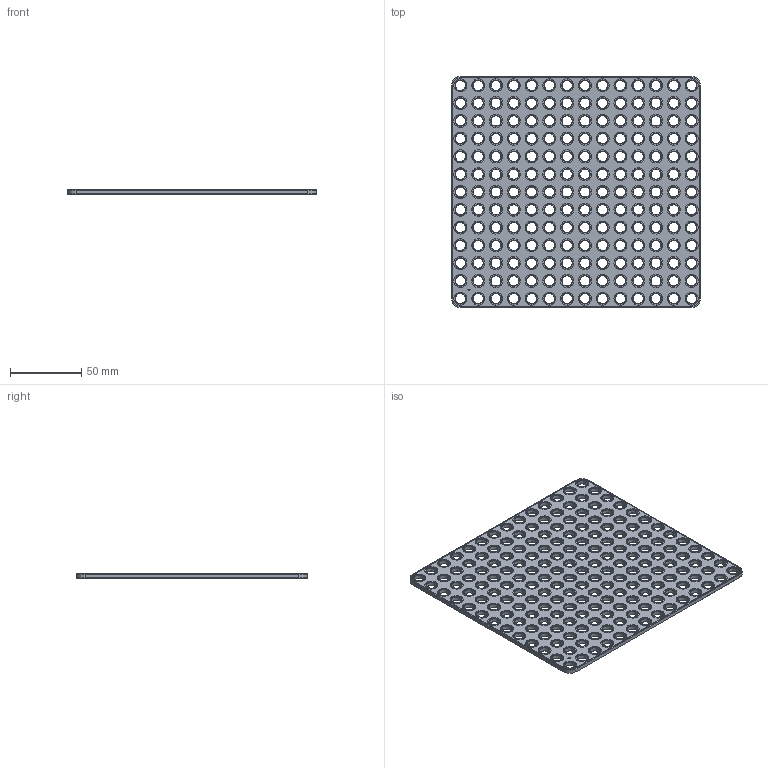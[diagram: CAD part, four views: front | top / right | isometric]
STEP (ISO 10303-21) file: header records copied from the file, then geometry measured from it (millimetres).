
FILE_DESCRIPTION(('FreeCAD Model'),'2;1');
FILE_NAME('Open CASCADE Shape Model','2024-10-08T19:11:18',(''),(''), 'Open CASCADE STEP processor 7.7','FreeCAD','Unknown');
FILE_SCHEMA(('AUTOMOTIVE_DESIGN { 1 0 10303 214 1 1 1 1 }'));
Length unit declared in the file: millimetre
Products named in the file (1): Plate RCT CRNR BU14x13x00.25 - SPN-PLT-0162 (stemfie.org)
Bounding box: 175 x 162.5 x 3.12 mm (x, y, z)
Volume: 63288.9 mm3; surface area: 56970 mm2
Topology: 1 solids, 1 shells, 1396 faces, 3160 edges, 1980 vertices
Faces by surface type: plane 508, cylinder 372, cone 372, extrusion 144
Full cylindrical faces by diameter (mm): 7 x182, 9.2 x182
Entity records: 40147 total; most frequent: CARTESIAN_POINT 7710, DIRECTION 6638, ORIENTED_EDGE 6320, EDGE_CURVE 3160, AXIS2_PLACEMENT_3D 2369, VERTEX_POINT 1980, FACE_BOUND 1974, EDGE_LOOP 1974
